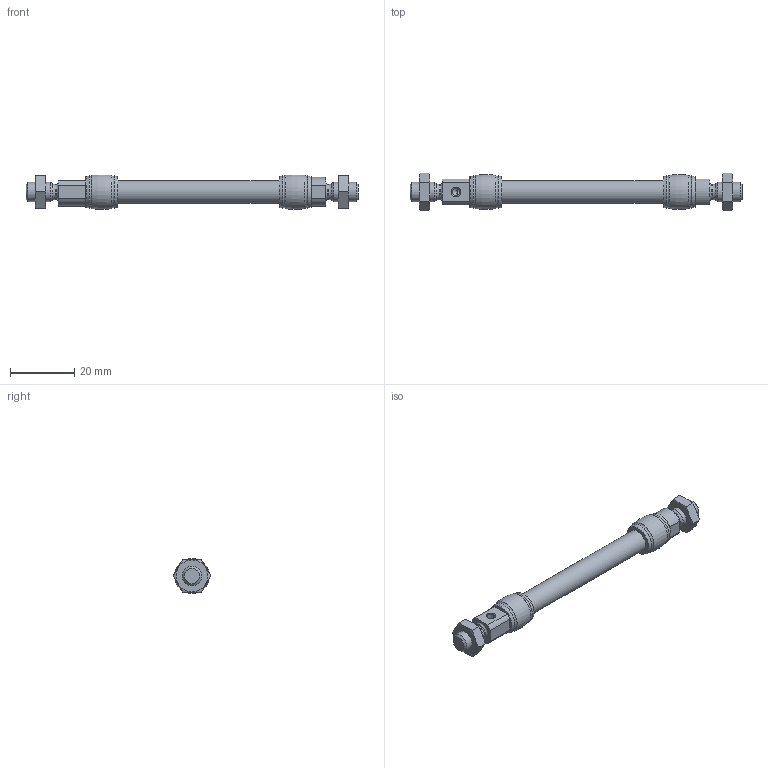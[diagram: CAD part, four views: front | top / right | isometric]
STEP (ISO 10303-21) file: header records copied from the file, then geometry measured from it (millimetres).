
FILE_DESCRIPTION(/* description */ ('STEP AP214'),/* implementation_level */ '2;1');
FILE_NAME(/* name */ '8114532_DMSP-5-50N-RM-CM',/* time_stamp */ '2024-08-20T14:53:06+02:00',/* author */ ('License CC BY-ND 4.0'),/* organization */ ('CADENAS'),/* preprocessor_version */ 'ST-DEVELOPER v19.3',/* originating_system */ 'PARTsolutions',/* authorisation */ ' ');
FILE_SCHEMA (('AUTOMOTIVE_DESIGN {1 0 10303 214 3 1 1}'));
Length unit declared in the file: millimetre
Products named in the file (3): 8114532 DMSP-5-50N-RM-CM---(0); 3733012 DMSP-5-50N-RM-CM---(0SP); DIN-439-B - M6(F)
Assembly tree (3 placements, depth 2):
  8114532 DMSP-5-50N-RM-CM---(0)
    3733012 DMSP-5-50N-RM-CM---(0SP)
    DIN-439-B - M6(F)  x2
Bounding box: 103 x 11.55 x 10.82 mm (x, y, z)
Volume: 4271.2 mm3; surface area: 4200.2 mm2
Topology: 3 solids, 3 shells, 82 faces, 169 edges, 102 vertices
Faces by surface type: plane 33, torus 18, cylinder 17, cone 14
Full cylindrical faces by diameter (mm): 2 x1, 2.459 x1, 4.7 x2, 4.8 x2, 4.917 x2, 5 x1, 6 x2, 7 x1
Entity records: 2085 total; most frequent: CARTESIAN_POINT 323, DIRECTION 288, ORIENTED_EDGE 196, AXIS2_PLACEMENT_3D 131, FACE_BOUND 120, EDGE_LOOP 119, EDGE_CURVE 98, VERTEX_POINT 82
